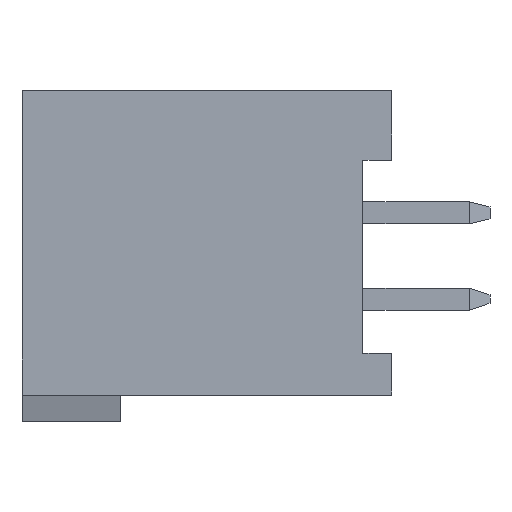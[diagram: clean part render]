
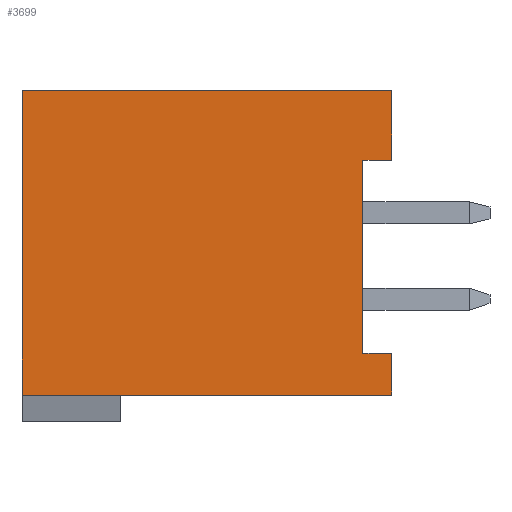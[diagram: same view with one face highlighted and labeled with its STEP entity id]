
A CAD part, left-side view. The second image highlights one B-rep face of the part: STEP entity #3699.
In plain terms, the highlighted planar face has unit normal (-1, 0, 0).
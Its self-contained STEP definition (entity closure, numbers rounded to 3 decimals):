
#549=DIRECTION('',(0.,0.,1.));
#550=VECTOR('',#549,2.05);
#551=CARTESIAN_POINT('',(-7.52,-5.45,2.825));
#552=LINE('',#551,#550);
#569=DIRECTION('',(0.,0.,1.));
#570=VECTOR('',#569,1.225);
#571=CARTESIAN_POINT('',(-7.52,-5.45,-4.1));
#572=LINE('',#571,#570);
#593=DIRECTION('',(0.,-1.,0.));
#594=VECTOR('',#593,10.9);
#595=CARTESIAN_POINT('',(-7.52,5.45,-4.1));
#596=LINE('',#595,#594);
#597=DIRECTION('',(0.,0.,1.));
#598=VECTOR('',#597,8.975);
#599=CARTESIAN_POINT('',(-7.52,5.45,-4.1));
#600=LINE('',#599,#598);
#601=DIRECTION('',(0.,1.,0.));
#602=VECTOR('',#601,0.85);
#603=CARTESIAN_POINT('',(-7.52,-5.45,2.825));
#604=LINE('',#603,#602);
#605=DIRECTION('',(0.,0.,1.));
#606=VECTOR('',#605,5.7);
#607=CARTESIAN_POINT('',(-7.52,-4.6,-2.875));
#608=LINE('',#607,#606);
#609=DIRECTION('',(0.,1.,0.));
#610=VECTOR('',#609,0.85);
#611=CARTESIAN_POINT('',(-7.52,-5.45,-2.875));
#612=LINE('',#611,#610);
#617=DIRECTION('',(0.,-1.,0.));
#618=VECTOR('',#617,10.9);
#619=CARTESIAN_POINT('',(-7.52,5.45,4.875));
#620=LINE('',#619,#618);
#2265=CARTESIAN_POINT('',(-7.52,5.45,4.875));
#2266=CARTESIAN_POINT('',(-7.52,-5.45,4.875));
#2267=VERTEX_POINT('',#2265);
#2268=VERTEX_POINT('',#2266);
#2285=CARTESIAN_POINT('',(-7.52,-5.45,-2.875));
#2286=CARTESIAN_POINT('',(-7.52,-4.6,-2.875));
#2287=VERTEX_POINT('',#2285);
#2288=VERTEX_POINT('',#2286);
#2289=CARTESIAN_POINT('',(-7.52,-4.6,2.825));
#2290=VERTEX_POINT('',#2289);
#2291=CARTESIAN_POINT('',(-7.52,-5.45,2.825));
#2292=VERTEX_POINT('',#2291);
#2379=CARTESIAN_POINT('',(-7.52,5.45,-4.1));
#2380=CARTESIAN_POINT('',(-7.52,-5.45,-4.1));
#2381=VERTEX_POINT('',#2379);
#2382=VERTEX_POINT('',#2380);
#3682=CARTESIAN_POINT('',(-7.52,5.45,-4.875));
#3683=DIRECTION('',(-1.,0.,0.));
#3684=DIRECTION('',(0.,-1.,0.));
#3685=AXIS2_PLACEMENT_3D('',#3682,#3683,#3684);
#3686=PLANE('',#3685);
#3687=ORIENTED_EDGE('',*,*,#3167,.F.);
#3688=ORIENTED_EDGE('',*,*,#3055,.T.);
#3690=ORIENTED_EDGE('',*,*,#3689,.T.);
#3691=ORIENTED_EDGE('',*,*,#3634,.F.);
#3692=ORIENTED_EDGE('',*,*,#3435,.T.);
#3693=ORIENTED_EDGE('',*,*,#3476,.F.);
#3695=ORIENTED_EDGE('',*,*,#3694,.F.);
#3696=ORIENTED_EDGE('',*,*,#3661,.F.);
#3697=EDGE_LOOP('',(#3687,#3688,#3690,#3691,#3692,#3693,#3695,#3696));
#3698=FACE_OUTER_BOUND('',#3697,.F.);
#3699=ADVANCED_FACE('',(#3698),#3686,.T.);
#3055=EDGE_CURVE('',#2381,#2267,#600,.T.);
#3167=EDGE_CURVE('',#2381,#2382,#596,.T.);
#3435=EDGE_CURVE('',#2292,#2290,#604,.T.);
#3476=EDGE_CURVE('',#2288,#2290,#608,.T.);
#3634=EDGE_CURVE('',#2292,#2268,#552,.T.);
#3661=EDGE_CURVE('',#2382,#2287,#572,.T.);
#3689=EDGE_CURVE('',#2267,#2268,#620,.T.);
#3694=EDGE_CURVE('',#2287,#2288,#612,.T.);
